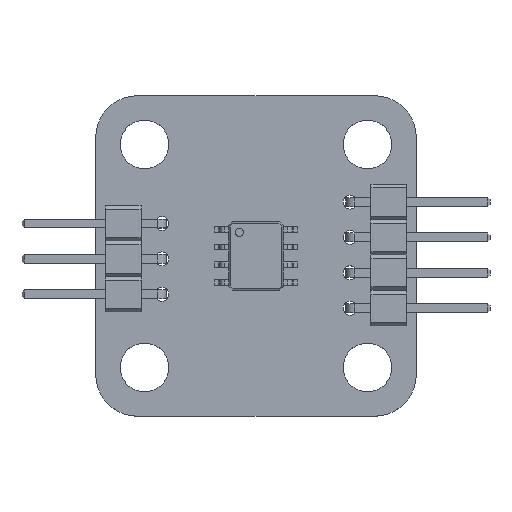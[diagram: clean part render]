
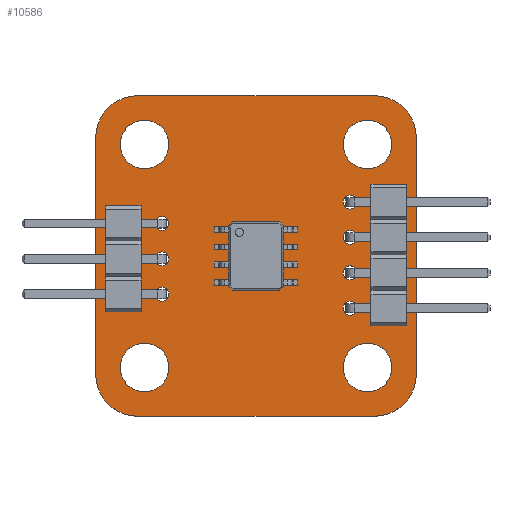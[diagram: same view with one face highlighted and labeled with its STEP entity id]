
A CAD part, top view. The second image highlights one B-rep face of the part: STEP entity #10586.
In plain terms, the highlighted planar face has unit normal (0, 0, 1).
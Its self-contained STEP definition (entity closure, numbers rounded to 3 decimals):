
#10316 = VERTEX_POINT('',#10317);
#10317 = CARTESIAN_POINT('',(8.5,11.5,1.51));
#10323 = EDGE_CURVE('',#10316,#10324,#10326,.T.);
#10324 = VERTEX_POINT('',#10325);
#10325 = CARTESIAN_POINT('',(11.5,8.5,1.51));
#10326 = CIRCLE('',#10327,3.);
#10327 = AXIS2_PLACEMENT_3D('',#10328,#10329,#10330);
#10328 = CARTESIAN_POINT('',(8.5,8.5,1.51));
#10329 = DIRECTION('',(0.,0.,-1.));
#10330 = DIRECTION('',(0.,1.,0.));
#10358 = VERTEX_POINT('',#10359);
#10359 = CARTESIAN_POINT('',(-8.5,11.5,1.51));
#10365 = EDGE_CURVE('',#10358,#10316,#10366,.T.);
#10366 = LINE('',#10367,#10368);
#10367 = CARTESIAN_POINT('',(-8.5,11.5,1.51));
#10368 = VECTOR('',#10369,1.);
#10369 = DIRECTION('',(1.,0.,0.));
#10387 = EDGE_CURVE('',#10324,#10388,#10390,.T.);
#10388 = VERTEX_POINT('',#10389);
#10389 = CARTESIAN_POINT('',(11.5,-8.5,1.51));
#10390 = LINE('',#10391,#10392);
#10391 = CARTESIAN_POINT('',(11.5,8.5,1.51));
#10392 = VECTOR('',#10393,1.);
#10393 = DIRECTION('',(0.,-1.,0.));
#10586 = ADVANCED_FACE('',(#10587,#10633,#10644,#10655,#10666,#10677,
    #10688,#10699,#10710,#10721,#10732,#10743),#10754,.T.);
#10587 = FACE_BOUND('',#10588,.T.);
#10588 = EDGE_LOOP('',(#10589,#10590,#10591,#10600,#10608,#10617,#10625,
    #10632));
#10589 = ORIENTED_EDGE('',*,*,#10323,.F.);
#10590 = ORIENTED_EDGE('',*,*,#10365,.F.);
#10591 = ORIENTED_EDGE('',*,*,#10592,.F.);
#10592 = EDGE_CURVE('',#10593,#10358,#10595,.T.);
#10593 = VERTEX_POINT('',#10594);
#10594 = CARTESIAN_POINT('',(-11.5,8.5,1.51));
#10595 = CIRCLE('',#10596,3.);
#10596 = AXIS2_PLACEMENT_3D('',#10597,#10598,#10599);
#10597 = CARTESIAN_POINT('',(-8.5,8.5,1.51));
#10598 = DIRECTION('',(0.,0.,-1.));
#10599 = DIRECTION('',(-1.,0.,0.));
#10600 = ORIENTED_EDGE('',*,*,#10601,.F.);
#10601 = EDGE_CURVE('',#10602,#10593,#10604,.T.);
#10602 = VERTEX_POINT('',#10603);
#10603 = CARTESIAN_POINT('',(-11.5,-8.5,1.51));
#10604 = LINE('',#10605,#10606);
#10605 = CARTESIAN_POINT('',(-11.5,-8.5,1.51));
#10606 = VECTOR('',#10607,1.);
#10607 = DIRECTION('',(0.,1.,0.));
#10608 = ORIENTED_EDGE('',*,*,#10609,.F.);
#10609 = EDGE_CURVE('',#10610,#10602,#10612,.T.);
#10610 = VERTEX_POINT('',#10611);
#10611 = CARTESIAN_POINT('',(-8.5,-11.5,1.51));
#10612 = CIRCLE('',#10613,3.);
#10613 = AXIS2_PLACEMENT_3D('',#10614,#10615,#10616);
#10614 = CARTESIAN_POINT('',(-8.5,-8.5,1.51));
#10615 = DIRECTION('',(0.,0.,-1.));
#10616 = DIRECTION('',(0.,-1.,-0.));
#10617 = ORIENTED_EDGE('',*,*,#10618,.F.);
#10618 = EDGE_CURVE('',#10619,#10610,#10621,.T.);
#10619 = VERTEX_POINT('',#10620);
#10620 = CARTESIAN_POINT('',(8.5,-11.5,1.51));
#10621 = LINE('',#10622,#10623);
#10622 = CARTESIAN_POINT('',(8.5,-11.5,1.51));
#10623 = VECTOR('',#10624,1.);
#10624 = DIRECTION('',(-1.,0.,0.));
#10625 = ORIENTED_EDGE('',*,*,#10626,.F.);
#10626 = EDGE_CURVE('',#10388,#10619,#10627,.T.);
#10627 = CIRCLE('',#10628,3.);
#10628 = AXIS2_PLACEMENT_3D('',#10629,#10630,#10631);
#10629 = CARTESIAN_POINT('',(8.5,-8.5,1.51));
#10630 = DIRECTION('',(0.,0.,-1.));
#10631 = DIRECTION('',(1.,0.,0.));
#10632 = ORIENTED_EDGE('',*,*,#10387,.F.);
#10633 = FACE_BOUND('',#10634,.T.);
#10634 = EDGE_LOOP('',(#10635));
#10635 = ORIENTED_EDGE('',*,*,#10636,.T.);
#10636 = EDGE_CURVE('',#10637,#10637,#10639,.T.);
#10637 = VERTEX_POINT('',#10638);
#10638 = CARTESIAN_POINT('',(-8.,-9.75,1.51));
#10639 = CIRCLE('',#10640,1.75);
#10640 = AXIS2_PLACEMENT_3D('',#10641,#10642,#10643);
#10641 = CARTESIAN_POINT('',(-8.,-8.,1.51));
#10642 = DIRECTION('',(-0.,0.,-1.));
#10643 = DIRECTION('',(0.,-1.,-0.));
#10644 = FACE_BOUND('',#10645,.T.);
#10645 = EDGE_LOOP('',(#10646));
#10646 = ORIENTED_EDGE('',*,*,#10647,.T.);
#10647 = EDGE_CURVE('',#10648,#10648,#10650,.T.);
#10648 = VERTEX_POINT('',#10649);
#10649 = CARTESIAN_POINT('',(-6.75,-3.25,1.51));
#10650 = CIRCLE('',#10651,0.5);
#10651 = AXIS2_PLACEMENT_3D('',#10652,#10653,#10654);
#10652 = CARTESIAN_POINT('',(-6.75,-2.75,1.51));
#10653 = DIRECTION('',(-0.,0.,-1.));
#10654 = DIRECTION('',(-0.,-1.,0.));
#10655 = FACE_BOUND('',#10656,.T.);
#10656 = EDGE_LOOP('',(#10657));
#10657 = ORIENTED_EDGE('',*,*,#10658,.T.);
#10658 = EDGE_CURVE('',#10659,#10659,#10661,.T.);
#10659 = VERTEX_POINT('',#10660);
#10660 = CARTESIAN_POINT('',(-6.75,-0.71,1.51));
#10661 = CIRCLE('',#10662,0.5);
#10662 = AXIS2_PLACEMENT_3D('',#10663,#10664,#10665);
#10663 = CARTESIAN_POINT('',(-6.75,-0.21,1.51));
#10664 = DIRECTION('',(-0.,0.,-1.));
#10665 = DIRECTION('',(-0.,-1.,0.));
#10666 = FACE_BOUND('',#10667,.T.);
#10667 = EDGE_LOOP('',(#10668));
#10668 = ORIENTED_EDGE('',*,*,#10669,.T.);
#10669 = EDGE_CURVE('',#10670,#10670,#10672,.T.);
#10670 = VERTEX_POINT('',#10671);
#10671 = CARTESIAN_POINT('',(8.,-9.75,1.51));
#10672 = CIRCLE('',#10673,1.75);
#10673 = AXIS2_PLACEMENT_3D('',#10674,#10675,#10676);
#10674 = CARTESIAN_POINT('',(8.,-8.,1.51));
#10675 = DIRECTION('',(-0.,0.,-1.));
#10676 = DIRECTION('',(-0.,-1.,0.));
#10677 = FACE_BOUND('',#10678,.T.);
#10678 = EDGE_LOOP('',(#10679));
#10679 = ORIENTED_EDGE('',*,*,#10680,.T.);
#10680 = EDGE_CURVE('',#10681,#10681,#10683,.T.);
#10681 = VERTEX_POINT('',#10682);
#10682 = CARTESIAN_POINT('',(6.75,-4.25,1.51));
#10683 = CIRCLE('',#10684,0.5);
#10684 = AXIS2_PLACEMENT_3D('',#10685,#10686,#10687);
#10685 = CARTESIAN_POINT('',(6.75,-3.75,1.51));
#10686 = DIRECTION('',(-0.,0.,-1.));
#10687 = DIRECTION('',(-0.,-1.,0.));
#10688 = FACE_BOUND('',#10689,.T.);
#10689 = EDGE_LOOP('',(#10690));
#10690 = ORIENTED_EDGE('',*,*,#10691,.T.);
#10691 = EDGE_CURVE('',#10692,#10692,#10694,.T.);
#10692 = VERTEX_POINT('',#10693);
#10693 = CARTESIAN_POINT('',(6.75,-1.71,1.51));
#10694 = CIRCLE('',#10695,0.5);
#10695 = AXIS2_PLACEMENT_3D('',#10696,#10697,#10698);
#10696 = CARTESIAN_POINT('',(6.75,-1.21,1.51));
#10697 = DIRECTION('',(-0.,0.,-1.));
#10698 = DIRECTION('',(-0.,-1.,0.));
#10699 = FACE_BOUND('',#10700,.T.);
#10700 = EDGE_LOOP('',(#10701));
#10701 = ORIENTED_EDGE('',*,*,#10702,.T.);
#10702 = EDGE_CURVE('',#10703,#10703,#10705,.T.);
#10703 = VERTEX_POINT('',#10704);
#10704 = CARTESIAN_POINT('',(-6.75,1.83,1.51));
#10705 = CIRCLE('',#10706,0.5);
#10706 = AXIS2_PLACEMENT_3D('',#10707,#10708,#10709);
#10707 = CARTESIAN_POINT('',(-6.75,2.33,1.51));
#10708 = DIRECTION('',(-0.,0.,-1.));
#10709 = DIRECTION('',(-0.,-1.,0.));
#10710 = FACE_BOUND('',#10711,.T.);
#10711 = EDGE_LOOP('',(#10712));
#10712 = ORIENTED_EDGE('',*,*,#10713,.T.);
#10713 = EDGE_CURVE('',#10714,#10714,#10716,.T.);
#10714 = VERTEX_POINT('',#10715);
#10715 = CARTESIAN_POINT('',(-8.,6.25,1.51));
#10716 = CIRCLE('',#10717,1.75);
#10717 = AXIS2_PLACEMENT_3D('',#10718,#10719,#10720);
#10718 = CARTESIAN_POINT('',(-8.,8.,1.51));
#10719 = DIRECTION('',(-0.,0.,-1.));
#10720 = DIRECTION('',(-0.,-1.,0.));
#10721 = FACE_BOUND('',#10722,.T.);
#10722 = EDGE_LOOP('',(#10723));
#10723 = ORIENTED_EDGE('',*,*,#10724,.T.);
#10724 = EDGE_CURVE('',#10725,#10725,#10727,.T.);
#10725 = VERTEX_POINT('',#10726);
#10726 = CARTESIAN_POINT('',(6.75,0.83,1.51));
#10727 = CIRCLE('',#10728,0.5);
#10728 = AXIS2_PLACEMENT_3D('',#10729,#10730,#10731);
#10729 = CARTESIAN_POINT('',(6.75,1.33,1.51));
#10730 = DIRECTION('',(-0.,0.,-1.));
#10731 = DIRECTION('',(-0.,-1.,0.));
#10732 = FACE_BOUND('',#10733,.T.);
#10733 = EDGE_LOOP('',(#10734));
#10734 = ORIENTED_EDGE('',*,*,#10735,.T.);
#10735 = EDGE_CURVE('',#10736,#10736,#10738,.T.);
#10736 = VERTEX_POINT('',#10737);
#10737 = CARTESIAN_POINT('',(6.75,3.37,1.51));
#10738 = CIRCLE('',#10739,0.5);
#10739 = AXIS2_PLACEMENT_3D('',#10740,#10741,#10742);
#10740 = CARTESIAN_POINT('',(6.75,3.87,1.51));
#10741 = DIRECTION('',(-0.,0.,-1.));
#10742 = DIRECTION('',(-0.,-1.,0.));
#10743 = FACE_BOUND('',#10744,.T.);
#10744 = EDGE_LOOP('',(#10745));
#10745 = ORIENTED_EDGE('',*,*,#10746,.T.);
#10746 = EDGE_CURVE('',#10747,#10747,#10749,.T.);
#10747 = VERTEX_POINT('',#10748);
#10748 = CARTESIAN_POINT('',(8.,6.25,1.51));
#10749 = CIRCLE('',#10750,1.75);
#10750 = AXIS2_PLACEMENT_3D('',#10751,#10752,#10753);
#10751 = CARTESIAN_POINT('',(8.,8.,1.51));
#10752 = DIRECTION('',(-0.,0.,-1.));
#10753 = DIRECTION('',(-0.,-1.,0.));
#10754 = PLANE('',#10755);
#10755 = AXIS2_PLACEMENT_3D('',#10756,#10757,#10758);
#10756 = CARTESIAN_POINT('',(0.,0.,1.51));
#10757 = DIRECTION('',(0.,0.,1.));
#10758 = DIRECTION('',(1.,0.,-0.));
